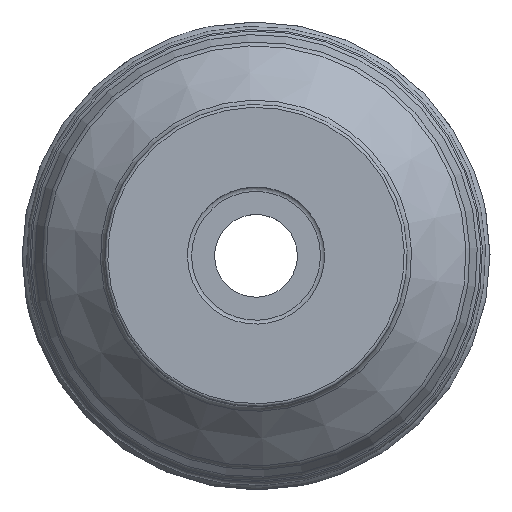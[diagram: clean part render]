
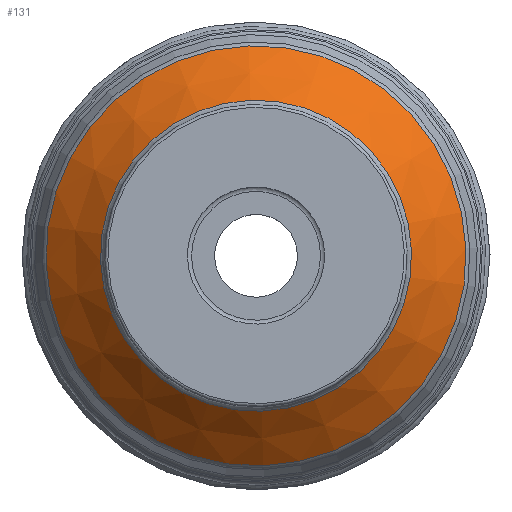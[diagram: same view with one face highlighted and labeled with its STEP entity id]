
A CAD part, top view. The second image highlights one B-rep face of the part: STEP entity #131.
In plain terms, the highlighted conical face has half-angle 46.323 degrees and reference radius 29.531 mm.
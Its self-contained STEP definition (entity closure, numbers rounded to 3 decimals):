
#110=CONICAL_SURFACE('',#570,29.531,46.323);
#131=ADVANCED_FACE('CN_SU3',(#190,#191),#110,.T.);
#190=FACE_BOUND('',#251,.T.);
#191=FACE_BOUND('',#252,.T.);
#251=EDGE_LOOP('',(#311));
#252=EDGE_LOOP('',(#312));
#311=ORIENTED_EDGE('',*,*,#389,.T.);
#312=ORIENTED_EDGE('',*,*,#390,.T.);
#358=VERTEX_POINT('',#814);
#359=VERTEX_POINT('',#816);
#389=EDGE_CURVE('',#358,#358,#419,.T.);
#390=EDGE_CURVE('',#359,#359,#420,.T.);
#419=CIRCLE('',#568,29.19);
#420=CIRCLE('',#569,21.619);
#568=AXIS2_PLACEMENT_3D('',#813,#682,#683);
#569=AXIS2_PLACEMENT_3D('',#815,#684,#685);
#570=AXIS2_PLACEMENT_3D('',#817,#686,#687);
#682=DIRECTION('',(0.,0.,1.));
#683=DIRECTION('',(0.978,0.208,0.));
#684=DIRECTION('',(0.,0.,-1.));
#685=DIRECTION('',(-0.978,-0.208,0.));
#686=DIRECTION('',(0.,0.,-1.));
#687=DIRECTION('',(-0.978,-0.208,0.));
#813=CARTESIAN_POINT('',(0.,0.,-22.676));
#814=CARTESIAN_POINT('',(28.552,6.069,-22.676));
#815=CARTESIAN_POINT('',(0.,0.,-15.446));
#816=CARTESIAN_POINT('',(-21.146,-4.495,-15.446));
#817=CARTESIAN_POINT('',(0.,0.,-23.001));
